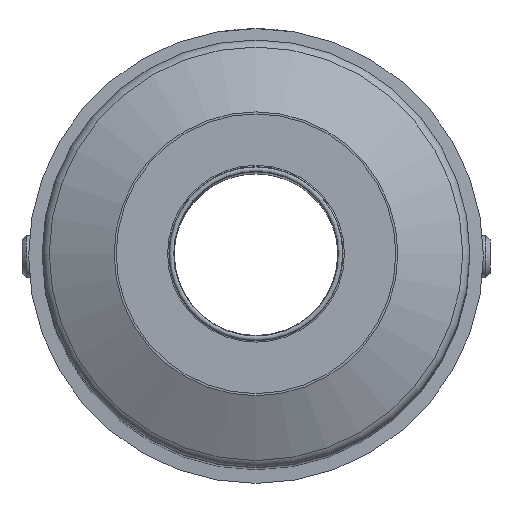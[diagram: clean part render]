
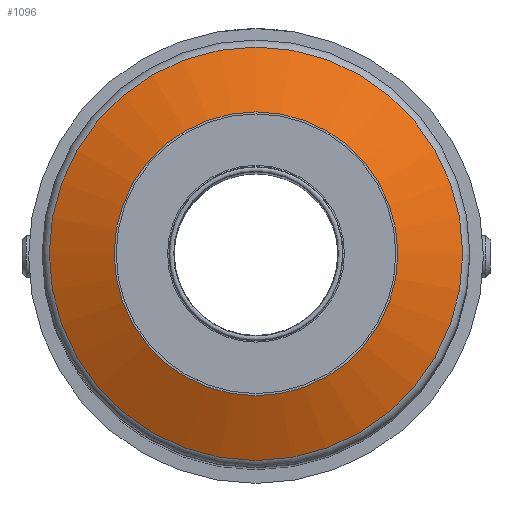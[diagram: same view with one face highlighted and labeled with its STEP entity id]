
A CAD part, top view. The second image highlights one B-rep face of the part: STEP entity #1096.
In plain terms, the highlighted conical face has half-angle 65 degrees and reference radius 17 mm.
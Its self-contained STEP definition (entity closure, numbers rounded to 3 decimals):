
#38=CONICAL_SURFACE('',#1184,17.,1.134);
#272=ORIENTED_EDGE('',*,*,#360,.F.);
#273=ORIENTED_EDGE('',*,*,#291,.T.);
#291=EDGE_CURVE('',#370,#370,#435,.F.);
#360=EDGE_CURVE('',#425,#425,#461,.T.);
#370=VERTEX_POINT('',#1424);
#425=VERTEX_POINT('',#1650);
#435=CIRCLE('',#1114,17.25);
#461=CIRCLE('',#1183,25.134);
#546=EDGE_LOOP('',(#272));
#547=EDGE_LOOP('',(#273));
#640=FACE_BOUND('',#546,.T.);
#641=FACE_BOUND('',#547,.T.);
#1096=ADVANCED_FACE('',(#640,#641),#38,.T.);
#1114=AXIS2_PLACEMENT_3D('',#1423,#1210,#1211);
#1183=AXIS2_PLACEMENT_3D('',#1649,#1384,#1385);
#1184=AXIS2_PLACEMENT_3D('',#1651,#1386,#1387);
#1210=DIRECTION('',(0.,0.,1.));
#1211=DIRECTION('',(0.,-1.,0.));
#1384=DIRECTION('',(0.,0.,-1.));
#1385=DIRECTION('',(-1.,0.,0.));
#1386=DIRECTION('',(0.,0.,-1.));
#1387=DIRECTION('',(-1.,0.,0.));
#1423=CARTESIAN_POINT('',(0.,0.,171.4));
#1424=CARTESIAN_POINT('',(0.,-17.25,171.4));
#1649=CARTESIAN_POINT('',(0.,0.,167.724));
#1650=CARTESIAN_POINT('',(-25.134,0.,167.724));
#1651=CARTESIAN_POINT('',(0.,0.,171.517));
